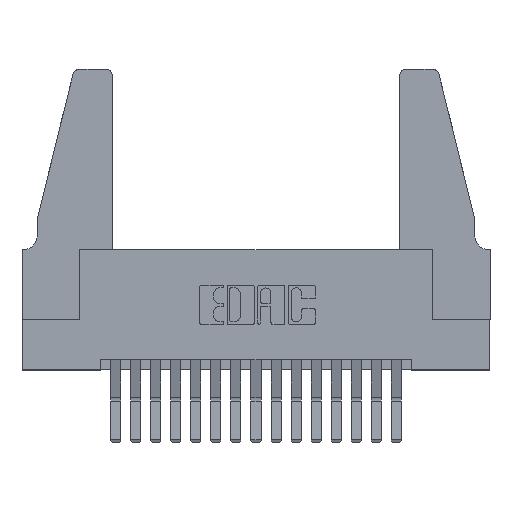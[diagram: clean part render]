
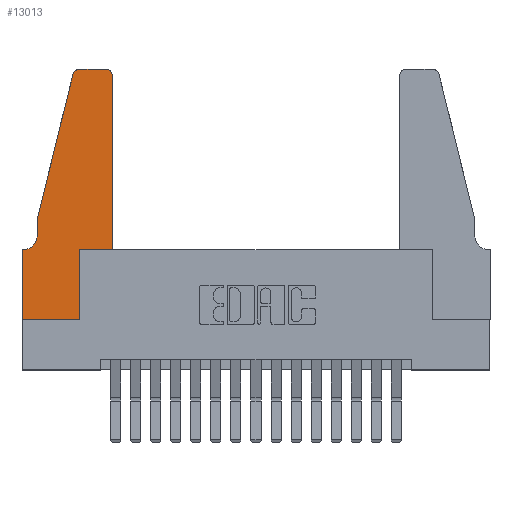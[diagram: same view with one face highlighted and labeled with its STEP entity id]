
A CAD part, top view. The second image highlights one B-rep face of the part: STEP entity #13013.
In plain terms, the highlighted planar face has unit normal (0, 0, 1).
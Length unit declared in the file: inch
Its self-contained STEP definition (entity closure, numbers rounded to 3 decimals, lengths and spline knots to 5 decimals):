
#50 = EDGE_CURVE ( 'NONE', #16663, #6930, #6645, .T. ) ;
#498 = LINE ( 'NONE', #10795, #3828 ) ;
#679 = VECTOR ( 'NONE', #9546, 39.37008 ) ;
#774 = ORIENTED_EDGE ( 'NONE', *, *, #856, .T. ) ;
#842 = ORIENTED_EDGE ( 'NONE', *, *, #8548, .T. ) ;
#856 = EDGE_CURVE ( 'NONE', #11154, #3669, #16308, .T. ) ;
#1069 = ORIENTED_EDGE ( 'NONE', *, *, #50, .T. ) ;
#1166 = EDGE_CURVE ( 'NONE', #11291, #13016, #15261, .T. ) ;
#1219 = EDGE_CURVE ( 'NONE', #13016, #10985, #4029, .T. ) ;
#1295 = CARTESIAN_POINT ( 'NONE',  ( 0.4505, 1.22, 0.37 ) ) ;
#1655 = EDGE_CURVE ( 'NONE', #9576, #14942, #15656, .T. ) ;
#1686 = EDGE_CURVE ( 'NONE', #6803, #11659, #12104, .T. ) ;
#2151 = EDGE_CURVE ( 'NONE', #3669, #6906, #11669, .T. ) ;
#2297 = CARTESIAN_POINT ( 'NONE',  ( 0.2865, 0.35, 0.37 ) ) ;
#2610 = CARTESIAN_POINT ( 'NONE',  ( 0.4205, 1.25, 0.37 ) ) ;
#2805 = DIRECTION ( 'NONE',  ( 0., 0., 1. ) ) ;
#2860 = DIRECTION ( 'NONE',  ( 1., 0., 0. ) ) ;
#3000 = VECTOR ( 'NONE', #4411, 39.37008 ) ;
#3339 = CARTESIAN_POINT ( 'NONE',  ( 0.0755, 0.42, 0.37 ) ) ;
#3363 = DIRECTION ( 'NONE',  ( -1., 0., 0. ) ) ;
#3544 = DIRECTION ( 'NONE',  ( 1., 0., 0. ) ) ;
#3669 = VERTEX_POINT ( 'NONE', #2297 ) ;
#3828 = VECTOR ( 'NONE', #9481, 39.37008 ) ;
#3876 = CARTESIAN_POINT ( 'NONE',  ( 0.2865, 0., 0.37 ) ) ;
#3877 = LINE ( 'NONE', #13601, #10289 ) ;
#4007 = CARTESIAN_POINT ( 'NONE',  ( 0., 0.35, 0.37 ) ) ;
#4029 = LINE ( 'NONE', #6616, #4469 ) ;
#4411 = DIRECTION ( 'NONE',  ( 0., -1., 0. ) ) ;
#4469 = VECTOR ( 'NONE', #3363, 39.37008 ) ;
#4524 = ORIENTED_EDGE ( 'NONE', *, *, #17209, .T. ) ;
#4742 = CIRCLE ( 'NONE', #10087, 0.03 ) ;
#4842 = CARTESIAN_POINT ( 'NONE',  ( 0., 0., 0.37 ) ) ;
#4925 = CARTESIAN_POINT ( 'NONE',  ( 0.4205, 1.22, 0.37 ) ) ;
#5403 = DIRECTION ( 'NONE',  ( 1., 0., 0. ) ) ;
#5532 = CARTESIAN_POINT ( 'NONE',  ( 0., 0.35, 0.37 ) ) ;
#5599 = LINE ( 'NONE', #6324, #8777 ) ;
#5808 = CARTESIAN_POINT ( 'NONE',  ( 0.0055, 0.42, 0.37 ) ) ;
#6324 = CARTESIAN_POINT ( 'NONE',  ( 0., 0., 0.37 ) ) ;
#6561 = ORIENTED_EDGE ( 'NONE', *, *, #1655, .T. ) ;
#6574 = CARTESIAN_POINT ( 'NONE',  ( 0.4505, 0.35, 0.37 ) ) ;
#6616 = CARTESIAN_POINT ( 'NONE',  ( 0.2605, 1.25, 0.37 ) ) ;
#6645 = LINE ( 'NONE', #15005, #3000 ) ;
#6688 = DIRECTION ( 'NONE',  ( 0., 0., 1. ) ) ;
#6803 = VERTEX_POINT ( 'NONE', #11731 ) ;
#6812 = DIRECTION ( 'NONE',  ( 0., 1., 0. ) ) ;
#6906 = VERTEX_POINT ( 'NONE', #6574 ) ;
#6930 = VERTEX_POINT ( 'NONE', #4842 ) ;
#7247 = ORIENTED_EDGE ( 'NONE', *, *, #14113, .T. ) ;
#7583 = CARTESIAN_POINT ( 'NONE',  ( 0.0755, 0.5, 0.37 ) ) ;
#7792 = DIRECTION ( 'NONE',  ( 0., 0., -1. ) ) ;
#8272 = AXIS2_PLACEMENT_3D ( 'NONE', #4925, #2805, #2860 ) ;
#8504 = VECTOR ( 'NONE', #12237, 39.37008 ) ;
#8548 = EDGE_CURVE ( 'NONE', #10985, #6803, #4742, .T. ) ;
#8645 = EDGE_CURVE ( 'NONE', #6906, #11291, #3877, .T. ) ;
#8777 = VECTOR ( 'NONE', #3544, 39.37008 ) ;
#9481 = DIRECTION ( 'NONE',  ( 0., -1., 0. ) ) ;
#9546 = DIRECTION ( 'NONE',  ( 1., 0., 0. ) ) ;
#9576 = VERTEX_POINT ( 'NONE', #3339 ) ;
#9660 = CARTESIAN_POINT ( 'NONE',  ( 0.0755, 0.35, 0.37 ) ) ;
#9783 = CARTESIAN_POINT ( 'NONE',  ( 0.2865, 0.35, 0.37 ) ) ;
#9832 = ORIENTED_EDGE ( 'NONE', *, *, #8645, .T. ) ;
#9901 = AXIS2_PLACEMENT_3D ( 'NONE', #4007, #13492, #5403 ) ;
#9924 = EDGE_CURVE ( 'NONE', #11659, #9576, #498, .T. ) ;
#10013 = VECTOR ( 'NONE', #10384, 39.37008 ) ;
#10087 = AXIS2_PLACEMENT_3D ( 'NONE', #14774, #6688, #16116 ) ;
#10101 = ORIENTED_EDGE ( 'NONE', *, *, #1166, .T. ) ;
#10168 = LINE ( 'NONE', #9660, #13736 ) ;
#10231 = EDGE_LOOP ( 'NONE', ( #10812, #842, #13832, #16341, #6561, #4524, #1069, #7247, #774, #17433, #9832, #10101 ) ) ;
#10272 = CARTESIAN_POINT ( 'NONE',  ( 0.284, 1.25, 0.37 ) ) ;
#10289 = VECTOR ( 'NONE', #6812, 39.37008 ) ;
#10384 = DIRECTION ( 'NONE',  ( 0., 1., 0. ) ) ;
#10733 = CARTESIAN_POINT ( 'NONE',  ( 0.0055, 0.35, 0.37 ) ) ;
#10795 = CARTESIAN_POINT ( 'NONE',  ( 0.0755, 0.5, 0.37 ) ) ;
#10799 = PLANE ( 'NONE',  #9901 ) ;
#10812 = ORIENTED_EDGE ( 'NONE', *, *, #1219, .T. ) ;
#10985 = VERTEX_POINT ( 'NONE', #10272 ) ;
#11046 = DIRECTION ( 'NONE',  ( -1., 0., 0. ) ) ;
#11154 = VERTEX_POINT ( 'NONE', #3876 ) ;
#11291 = VERTEX_POINT ( 'NONE', #1295 ) ;
#11659 = VERTEX_POINT ( 'NONE', #7583 ) ;
#11669 = LINE ( 'NONE', #16920, #679 ) ;
#11731 = CARTESIAN_POINT ( 'NONE',  ( 0.25487, 1.22718, 0.37 ) ) ;
#11795 = FACE_OUTER_BOUND ( 'NONE', #10231, .T. ) ;
#12104 = LINE ( 'NONE', #15759, #8504 ) ;
#12237 = DIRECTION ( 'NONE',  ( -0.239, -0.971, 0. ) ) ;
#13013 = ADVANCED_FACE ( 'NONE', ( #11795 ), #10799, .T. ) ;
#13016 = VERTEX_POINT ( 'NONE', #2610 ) ;
#13351 = AXIS2_PLACEMENT_3D ( 'NONE', #5808, #7792, #13903 ) ;
#13492 = DIRECTION ( 'NONE',  ( 0., 0., 1. ) ) ;
#13601 = CARTESIAN_POINT ( 'NONE',  ( 0.4505, 0.35, 0.37 ) ) ;
#13736 = VECTOR ( 'NONE', #11046, 39.37008 ) ;
#13832 = ORIENTED_EDGE ( 'NONE', *, *, #1686, .T. ) ;
#13903 = DIRECTION ( 'NONE',  ( -1., 0., 0. ) ) ;
#14113 = EDGE_CURVE ( 'NONE', #6930, #11154, #5599, .T. ) ;
#14774 = CARTESIAN_POINT ( 'NONE',  ( 0.284, 1.22, 0.37 ) ) ;
#14942 = VERTEX_POINT ( 'NONE', #10733 ) ;
#15005 = CARTESIAN_POINT ( 'NONE',  ( 0., 0., 0.37 ) ) ;
#15261 = CIRCLE ( 'NONE', #8272, 0.03 ) ;
#15656 = CIRCLE ( 'NONE', #13351, 0.07 ) ;
#15759 = CARTESIAN_POINT ( 'NONE',  ( 0.0755, 0.5, 0.37 ) ) ;
#16116 = DIRECTION ( 'NONE',  ( 1., 0., 0. ) ) ;
#16308 = LINE ( 'NONE', #9783, #10013 ) ;
#16341 = ORIENTED_EDGE ( 'NONE', *, *, #9924, .T. ) ;
#16663 = VERTEX_POINT ( 'NONE', #5532 ) ;
#16920 = CARTESIAN_POINT ( 'NONE',  ( 0.4505, 0.35, 0.37 ) ) ;
#17209 = EDGE_CURVE ( 'NONE', #14942, #16663, #10168, .T. ) ;
#17433 = ORIENTED_EDGE ( 'NONE', *, *, #2151, .T. ) ;
